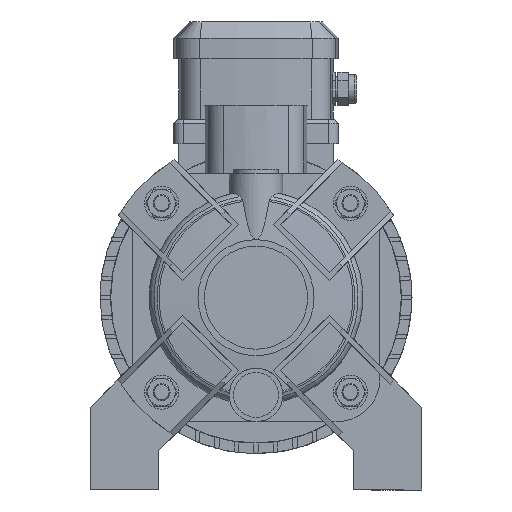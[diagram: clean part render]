
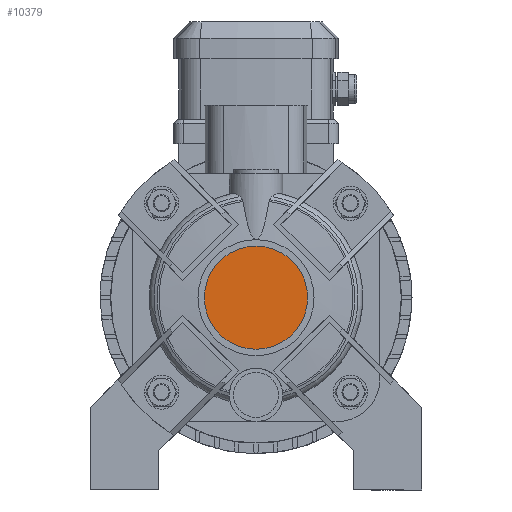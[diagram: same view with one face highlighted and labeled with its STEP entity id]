
A CAD part, left-side view. The second image highlights one B-rep face of the part: STEP entity #10379.
In plain terms, the highlighted planar face has unit normal (-1, 0, 0).
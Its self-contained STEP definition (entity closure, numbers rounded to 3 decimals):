
#2136=PLANE('',#11167);
#2647=FACE_OUTER_BOUND('',#3306,.T.);
#3306=EDGE_LOOP('',(#7626));
#4011=CIRCLE('',#11168,24.15);
#4622=VERTEX_POINT('',#16434);
#5767=EDGE_CURVE('',#4622,#4622,#4011,.T.);
#7626=ORIENTED_EDGE('',*,*,#5767,.F.);
#10379=ADVANCED_FACE('',(#2647),#2136,.T.);
#11167=AXIS2_PLACEMENT_3D('',#16433,#12636,#12637);
#11168=AXIS2_PLACEMENT_3D('',#16435,#12638,#12639);
#12636=DIRECTION('center_axis',(-1.,0.,0.));
#12637=DIRECTION('ref_axis',(0.,0.,1.));
#12638=DIRECTION('center_axis',(1.,0.,0.));
#12639=DIRECTION('ref_axis',(0.,1.,0.));
#16433=CARTESIAN_POINT('Origin',(-143.35,25.65,90.));
#16434=CARTESIAN_POINT('',(-143.35,24.15,90.));
#16435=CARTESIAN_POINT('Origin',(-143.35,0.,90.));
